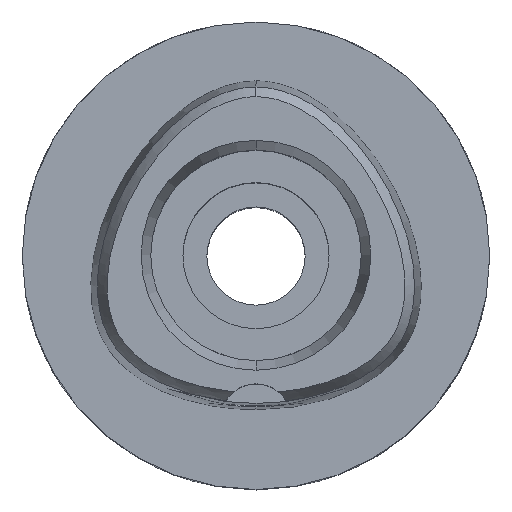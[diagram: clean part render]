
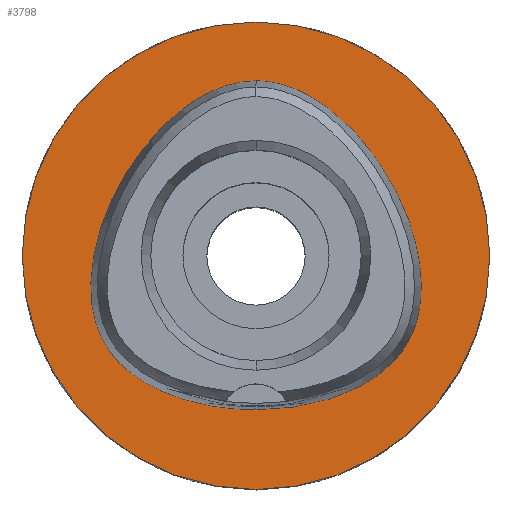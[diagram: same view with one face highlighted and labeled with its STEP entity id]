
A CAD part, top view. The second image highlights one B-rep face of the part: STEP entity #3798.
In plain terms, the highlighted planar face has unit normal (0, 0, 1).
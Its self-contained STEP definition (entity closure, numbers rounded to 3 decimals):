
#46 = ORIENTED_EDGE ( 'NONE', *, *, #2725, .F. ) ;
#123 = CARTESIAN_POINT ( 'NONE',  ( -11.503, 6.641, 0. ) ) ;
#145 = CARTESIAN_POINT ( 'NONE',  ( -13.738, -5.737, 0. ) ) ;
#237 = CARTESIAN_POINT ( 'NONE',  ( 11.837, -9.029, 0. ) ) ;
#327 = CIRCLE ( 'NONE', #477, 20. ) ;
#432 = CARTESIAN_POINT ( 'NONE',  ( 0., -13.163, 0. ) ) ;
#477 = AXIS2_PLACEMENT_3D ( 'NONE', #1243, #4574, #2314 ) ;
#482 = CARTESIAN_POINT ( 'NONE',  ( -11.837, -9.029, 0. ) ) ;
#538 = EDGE_CURVE ( 'NONE', #2408, #1661, #4426, .T. ) ;
#572 = CARTESIAN_POINT ( 'NONE',  ( 0., 20., 0. ) ) ;
#595 = CARTESIAN_POINT ( 'NONE',  ( 4.043, -12.924, 0. ) ) ;
#599 = EDGE_CURVE ( 'NONE', #935, #1660, #327, .T. ) ;
#630 = EDGE_LOOP ( 'NONE', ( #4303, #2372 ) ) ;
#707 = CARTESIAN_POINT ( 'NONE',  ( 3.782, 14.194, 0. ) ) ;
#813 = CARTESIAN_POINT ( 'NONE',  ( -12.525, -8.174, 0. ) ) ;
#820 = AXIS2_PLACEMENT_3D ( 'NONE', #1937, #2648, #1554 ) ;
#935 = VERTEX_POINT ( 'NONE', #2035 ) ;
#972 = CARTESIAN_POINT ( 'NONE',  ( 13.341, -6.76, 0. ) ) ;
#1166 = CARTESIAN_POINT ( 'NONE',  ( -1.632, 14.847, 0. ) ) ;
#1209 = CARTESIAN_POINT ( 'NONE',  ( -13.214, 2.96, 0. ) ) ;
#1243 = CARTESIAN_POINT ( 'NONE',  ( 0., 0., 0. ) ) ;
#1253 = CARTESIAN_POINT ( 'NONE',  ( 13.214, 2.96, 0. ) ) ;
#1254 = CARTESIAN_POINT ( 'NONE',  ( -14.173, -2.619, 0. ) ) ;
#1266 = CIRCLE ( 'NONE', #820, 20. ) ;
#1277 = CARTESIAN_POINT ( 'NONE',  ( 14.056, -4.369, 0. ) ) ;
#1468 = EDGE_CURVE ( 'NONE', #1661, #2408, #2290, .T. ) ;
#1521 = FACE_OUTER_BOUND ( 'NONE', #4320, .T. ) ;
#1551 = CARTESIAN_POINT ( 'NONE',  ( -4.043, -12.924, 0. ) ) ;
#1554 = DIRECTION ( 'NONE',  ( 0., 1., 0. ) ) ;
#1596 = CARTESIAN_POINT ( 'NONE',  ( -13.341, -6.76, 0. ) ) ;
#1619 = CARTESIAN_POINT ( 'NONE',  ( 6.373, 12.669, 0. ) ) ;
#1660 = VERTEX_POINT ( 'NONE', #572 ) ;
#1661 = VERTEX_POINT ( 'NONE', #3551 ) ;
#1666 = CARTESIAN_POINT ( 'NONE',  ( 13.738, -5.737, 0. ) ) ;
#1693 = CARTESIAN_POINT ( 'NONE',  ( 12.525, -8.174, 0. ) ) ;
#1719 = CARTESIAN_POINT ( 'NONE',  ( 1.348, -13.163, 0. ) ) ;
#1937 = CARTESIAN_POINT ( 'NONE',  ( 0., 0., 0. ) ) ;
#2023 = CARTESIAN_POINT ( 'NONE',  ( 14.173, -2.619, 0. ) ) ;
#2035 = CARTESIAN_POINT ( 'NONE',  ( 0., -20., 0. ) ) ;
#2070 = ORIENTED_EDGE ( 'NONE', *, *, #599, .F. ) ;
#2075 = CARTESIAN_POINT ( 'NONE',  ( 9.355, -10.965, 0. ) ) ;
#2238 = CARTESIAN_POINT ( 'NONE',  ( -7.162, -12.032, 0. ) ) ;
#2261 = CARTESIAN_POINT ( 'NONE',  ( -9.355, -10.965, 0. ) ) ;
#2280 = DIRECTION ( 'NONE',  ( 0., -1., 0. ) ) ;
#2290 = B_SPLINE_CURVE_WITH_KNOTS ( 'NONE', 3,
 ( #4497, #4111, #1166, #4477, #3421, #2623, #123, #1209, #4563, #1254, #4543, #145, #1596, #3401, #813, #482, #4202, #2261, #2238, #1551, #3717, #432 ),
 .UNSPECIFIED., .F., .F.,
 ( 4, 1, 1, 1, 1, 1, 1, 1, 1, 1, 1, 1, 1, 1, 1, 1, 1, 1, 1, 4 ),
 ( 0., 0.042, 0.083, 0.167, 0.25, 0.333, 0.417, 0.5, 0.542, 0.583, 0.625, 0.646, 0.667, 0.688, 0.708, 0.75, 0.792, 0.833, 0.917, 1. ),
 .UNSPECIFIED. ) ;
#2314 = DIRECTION ( 'NONE',  ( 0., -1., 0. ) ) ;
#2372 = ORIENTED_EDGE ( 'NONE', *, *, #538, .F. ) ;
#2405 = CARTESIAN_POINT ( 'NONE',  ( 0., -13.163, 0. ) ) ;
#2408 = VERTEX_POINT ( 'NONE', #2405 ) ;
#2623 = CARTESIAN_POINT ( 'NONE',  ( -9.171, 9.964, 0. ) ) ;
#2641 = CARTESIAN_POINT ( 'NONE',  ( 0., 0., 0. ) ) ;
#2648 = DIRECTION ( 'NONE',  ( 0., 0., -1. ) ) ;
#2716 = CARTESIAN_POINT ( 'NONE',  ( 0., 14.963, 0. ) ) ;
#2725 = EDGE_CURVE ( 'NONE', #1660, #935, #1266, .T. ) ;
#2882 = CARTESIAN_POINT ( 'NONE',  ( 9.171, 9.964, 0. ) ) ;
#2991 = FACE_BOUND ( 'NONE', #630, .T. ) ;
#3084 = CARTESIAN_POINT ( 'NONE',  ( 0.544, 14.963, 0. ) ) ;
#3133 = CARTESIAN_POINT ( 'NONE',  ( 12.971, -7.489, 0. ) ) ;
#3179 = CARTESIAN_POINT ( 'NONE',  ( 11.503, 6.641, 0. ) ) ;
#3202 = AXIS2_PLACEMENT_3D ( 'NONE', #2641, #3309, #2280 ) ;
#3309 = DIRECTION ( 'NONE',  ( 0., 0., -1. ) ) ;
#3401 = CARTESIAN_POINT ( 'NONE',  ( -12.971, -7.489, 0. ) ) ;
#3421 = CARTESIAN_POINT ( 'NONE',  ( -6.373, 12.669, 0. ) ) ;
#3446 = CARTESIAN_POINT ( 'NONE',  ( 1.632, 14.847, 0. ) ) ;
#3494 = CARTESIAN_POINT ( 'NONE',  ( 14.001, -0.186, 0. ) ) ;
#3551 = CARTESIAN_POINT ( 'NONE',  ( 0., 14.963, 0. ) ) ;
#3717 = CARTESIAN_POINT ( 'NONE',  ( -1.348, -13.163, 0. ) ) ;
#3798 = ADVANCED_FACE ( 'NONE', ( #1521, #2991 ), #4108, .F. ) ;
#3863 = CARTESIAN_POINT ( 'NONE',  ( 10.811, -9.988, 0. ) ) ;
#4108 = PLANE ( 'NONE',  #3202 ) ;
#4111 = CARTESIAN_POINT ( 'NONE',  ( -0.544, 14.963, 0. ) ) ;
#4201 = CARTESIAN_POINT ( 'NONE',  ( 0., -13.163, 0. ) ) ;
#4202 = CARTESIAN_POINT ( 'NONE',  ( -10.811, -9.988, 0. ) ) ;
#4275 = CARTESIAN_POINT ( 'NONE',  ( 7.162, -12.032, 0. ) ) ;
#4303 = ORIENTED_EDGE ( 'NONE', *, *, #1468, .F. ) ;
#4320 = EDGE_LOOP ( 'NONE', ( #46, #2070 ) ) ;
#4426 = B_SPLINE_CURVE_WITH_KNOTS ( 'NONE', 3,
 ( #4201, #1719, #595, #4275, #2075, #3863, #237, #1693, #3133, #972, #1666, #1277, #2023, #3494, #1253, #3179, #2882, #1619, #707, #3446, #3084, #2716 ),
 .UNSPECIFIED., .F., .F.,
 ( 4, 1, 1, 1, 1, 1, 1, 1, 1, 1, 1, 1, 1, 1, 1, 1, 1, 1, 1, 4 ),
 ( 0., 0.083, 0.167, 0.208, 0.25, 0.292, 0.312, 0.333, 0.354, 0.375, 0.417, 0.458, 0.5, 0.583, 0.667, 0.75, 0.833, 0.917, 0.958, 1. ),
 .UNSPECIFIED. ) ;
#4477 = CARTESIAN_POINT ( 'NONE',  ( -3.782, 14.194, 0. ) ) ;
#4497 = CARTESIAN_POINT ( 'NONE',  ( 0., 14.963, 0. ) ) ;
#4543 = CARTESIAN_POINT ( 'NONE',  ( -14.056, -4.369, 0. ) ) ;
#4563 = CARTESIAN_POINT ( 'NONE',  ( -14.001, -0.186, 0. ) ) ;
#4574 = DIRECTION ( 'NONE',  ( 0., 0., -1. ) ) ;
